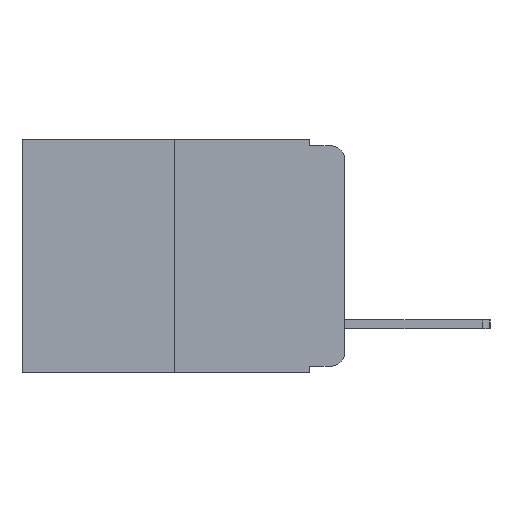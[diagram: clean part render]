
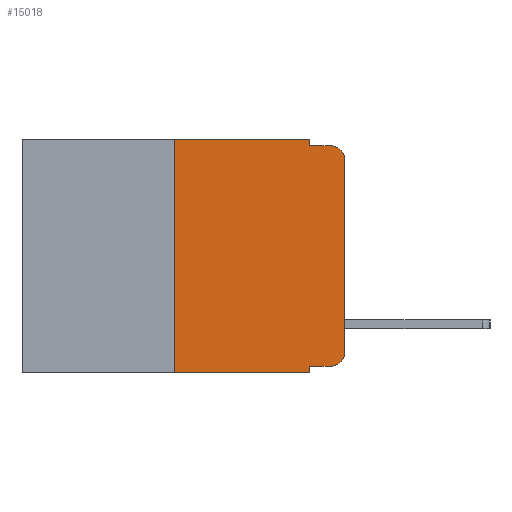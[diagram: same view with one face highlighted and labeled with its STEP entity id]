
A CAD part, left-side view. The second image highlights one B-rep face of the part: STEP entity #15018.
In plain terms, the highlighted planar face has unit normal (-1, 0, 0).
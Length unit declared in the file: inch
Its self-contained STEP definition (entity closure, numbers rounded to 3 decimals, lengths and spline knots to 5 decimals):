
#32 = CARTESIAN_POINT ( 'NONE',  ( 0., 0.051, 0. ) ) ;
#567 = CARTESIAN_POINT ( 'NONE',  ( 0., 0., -0.313 ) ) ;
#695 = LINE ( 'NONE', #11067, #8056 ) ;
#697 = DIRECTION ( 'NONE',  ( 1., 0., 0. ) ) ;
#776 = ORIENTED_EDGE ( 'NONE', *, *, #3415, .T. ) ;
#941 = VERTEX_POINT ( 'NONE', #567 ) ;
#1921 = CARTESIAN_POINT ( 'NONE',  ( 0., 0.051, -0.333 ) ) ;
#2558 = CARTESIAN_POINT ( 'NONE',  ( 0., 0.02, -0.01 ) ) ;
#2759 = AXIS2_PLACEMENT_3D ( 'NONE', #7440, #17350, #8876 ) ;
#3072 = DIRECTION ( 'NONE',  ( 0., 0., -1. ) ) ;
#3415 = EDGE_CURVE ( 'NONE', #4946, #941, #9363, .T. ) ;
#3618 = CIRCLE ( 'NONE', #17225, 0.02 ) ;
#3787 = EDGE_LOOP ( 'NONE', ( #4161, #8545, #10588, #9335, #8509, #6567, #5623, #5430, #4334, #776 ) ) ;
#4116 = LINE ( 'NONE', #1921, #4550 ) ;
#4147 = DIRECTION ( 'NONE',  ( 0., 0., -1. ) ) ;
#4161 = ORIENTED_EDGE ( 'NONE', *, *, #13084, .T. ) ;
#4334 = ORIENTED_EDGE ( 'NONE', *, *, #4389, .T. ) ;
#4389 = EDGE_CURVE ( 'NONE', #17966, #4946, #4116, .T. ) ;
#4445 = VECTOR ( 'NONE', #3072, 39.37008 ) ;
#4550 = VECTOR ( 'NONE', #4879, 39.37008 ) ;
#4879 = DIRECTION ( 'NONE',  ( 0., -1., 0. ) ) ;
#4905 = LINE ( 'NONE', #32, #4445 ) ;
#4946 = VERTEX_POINT ( 'NONE', #17449 ) ;
#5016 = DIRECTION ( 'NONE',  ( -1., 0., 0. ) ) ;
#5397 = EDGE_CURVE ( 'NONE', #17966, #14111, #13678, .T. ) ;
#5430 = ORIENTED_EDGE ( 'NONE', *, *, #5397, .F. ) ;
#5623 = ORIENTED_EDGE ( 'NONE', *, *, #18354, .T. ) ;
#5654 = CARTESIAN_POINT ( 'NONE',  ( 0., 0.051, 0. ) ) ;
#5661 = CARTESIAN_POINT ( 'NONE',  ( 0., 0.051, -0.01 ) ) ;
#5684 = CARTESIAN_POINT ( 'NONE',  ( 0., 0.473, -0.343 ) ) ;
#5910 = EDGE_CURVE ( 'NONE', #14120, #11217, #9434, .T. ) ;
#6058 = VECTOR ( 'NONE', #18440, 39.37008 ) ;
#6370 = EDGE_CURVE ( 'NONE', #7433, #14120, #695, .T. ) ;
#6413 = CARTESIAN_POINT ( 'NONE',  ( 0., 0.051, -0.01 ) ) ;
#6567 = ORIENTED_EDGE ( 'NONE', *, *, #6370, .F. ) ;
#6583 = PLANE ( 'NONE',  #15156 ) ;
#7070 = LINE ( 'NONE', #5684, #18348 ) ;
#7433 = VERTEX_POINT ( 'NONE', #9765 ) ;
#7440 = CARTESIAN_POINT ( 'NONE',  ( 0., 0.02, -0.313 ) ) ;
#7788 = LINE ( 'NONE', #5661, #14893 ) ;
#8056 = VECTOR ( 'NONE', #12486, 39.37008 ) ;
#8290 = EDGE_CURVE ( 'NONE', #11217, #14388, #4905, .T. ) ;
#8509 = ORIENTED_EDGE ( 'NONE', *, *, #5910, .F. ) ;
#8545 = ORIENTED_EDGE ( 'NONE', *, *, #11179, .T. ) ;
#8686 = CARTESIAN_POINT ( 'NONE',  ( 0., 0.25, 0. ) ) ;
#8876 = DIRECTION ( 'NONE',  ( 0., 0., -1. ) ) ;
#8906 = CARTESIAN_POINT ( 'NONE',  ( 0., 0., 0. ) ) ;
#8993 = LINE ( 'NONE', #8906, #16081 ) ;
#9072 = CARTESIAN_POINT ( 'NONE',  ( 0., 0.051, -0.333 ) ) ;
#9335 = ORIENTED_EDGE ( 'NONE', *, *, #8290, .F. ) ;
#9363 = CIRCLE ( 'NONE', #2759, 0.02 ) ;
#9380 = CARTESIAN_POINT ( 'NONE',  ( 0., 0.051, 0. ) ) ;
#9434 = LINE ( 'NONE', #17050, #6058 ) ;
#9480 = CARTESIAN_POINT ( 'NONE',  ( 0., 0.473, 0. ) ) ;
#9765 = CARTESIAN_POINT ( 'NONE',  ( 0., 0.25, -0.343 ) ) ;
#9931 = DIRECTION ( 'NONE',  ( 0., -1., 0. ) ) ;
#10093 = VERTEX_POINT ( 'NONE', #13898 ) ;
#10233 = EDGE_CURVE ( 'NONE', #14388, #14615, #7788, .T. ) ;
#10358 = VECTOR ( 'NONE', #4147, 39.37008 ) ;
#10369 = DIRECTION ( 'NONE',  ( 0., 0., 1. ) ) ;
#10588 = ORIENTED_EDGE ( 'NONE', *, *, #10233, .F. ) ;
#10910 = DIRECTION ( 'NONE',  ( 0., 0., -1. ) ) ;
#11067 = CARTESIAN_POINT ( 'NONE',  ( 0., 0.25, 0. ) ) ;
#11179 = EDGE_CURVE ( 'NONE', #10093, #14615, #3618, .T. ) ;
#11217 = VERTEX_POINT ( 'NONE', #9380 ) ;
#11518 = CARTESIAN_POINT ( 'NONE',  ( 0., 0.051, -0.343 ) ) ;
#12486 = DIRECTION ( 'NONE',  ( 0., 0., 1. ) ) ;
#13019 = FACE_OUTER_BOUND ( 'NONE', #3787, .T. ) ;
#13084 = EDGE_CURVE ( 'NONE', #941, #10093, #8993, .T. ) ;
#13611 = CARTESIAN_POINT ( 'NONE',  ( 0., 0.02, -0.03 ) ) ;
#13678 = LINE ( 'NONE', #5654, #10358 ) ;
#13898 = CARTESIAN_POINT ( 'NONE',  ( 0., 0., -0.03 ) ) ;
#14111 = VERTEX_POINT ( 'NONE', #11518 ) ;
#14120 = VERTEX_POINT ( 'NONE', #8686 ) ;
#14229 = DIRECTION ( 'NONE',  ( 0., -1., 0. ) ) ;
#14388 = VERTEX_POINT ( 'NONE', #6413 ) ;
#14615 = VERTEX_POINT ( 'NONE', #2558 ) ;
#14893 = VECTOR ( 'NONE', #9931, 39.37008 ) ;
#15018 = ADVANCED_FACE ( 'NONE', ( #13019 ), #6583, .F. ) ;
#15023 = DIRECTION ( 'NONE',  ( 0., 0., -1. ) ) ;
#15156 = AXIS2_PLACEMENT_3D ( 'NONE', #9480, #697, #10910 ) ;
#16081 = VECTOR ( 'NONE', #10369, 39.37008 ) ;
#17050 = CARTESIAN_POINT ( 'NONE',  ( 0., 0.473, 0. ) ) ;
#17225 = AXIS2_PLACEMENT_3D ( 'NONE', #13611, #5016, #15023 ) ;
#17350 = DIRECTION ( 'NONE',  ( -1., 0., 0. ) ) ;
#17449 = CARTESIAN_POINT ( 'NONE',  ( 0., 0.02, -0.333 ) ) ;
#17966 = VERTEX_POINT ( 'NONE', #9072 ) ;
#18348 = VECTOR ( 'NONE', #14229, 39.37008 ) ;
#18354 = EDGE_CURVE ( 'NONE', #7433, #14111, #7070, .T. ) ;
#18440 = DIRECTION ( 'NONE',  ( 0., -1., 0. ) ) ;
